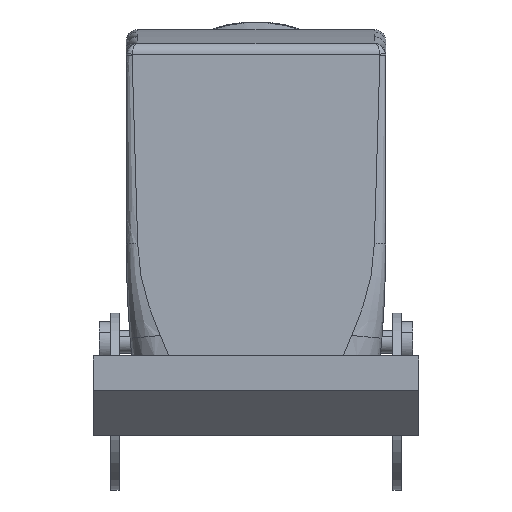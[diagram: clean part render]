
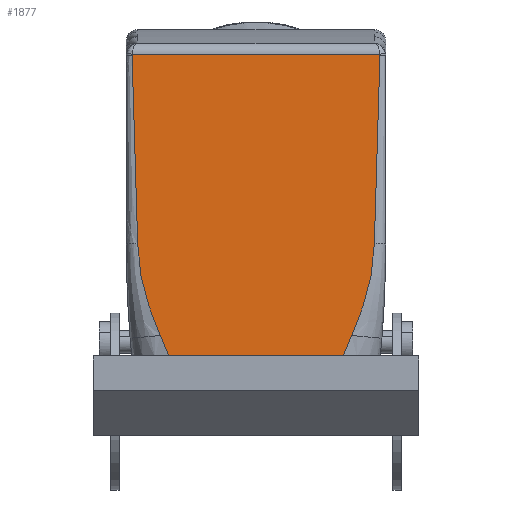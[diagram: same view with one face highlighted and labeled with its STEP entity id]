
A CAD part, front view. The second image highlights one B-rep face of the part: STEP entity #1877.
In plain terms, the highlighted planar face has unit normal (0, -1, 0.013).
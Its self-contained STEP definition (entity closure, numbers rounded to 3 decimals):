
#1768=AXIS2_PLACEMENT_3D('Plane Axis2P3D',#1765,#1766,#1767) ;
#428=CARTESIAN_POINT('Vertex',(14.727,18.1,19.8)) ;
#497=CARTESIAN_POINT('Vertex',(42.273,18.1,19.8)) ;
#500=CARTESIAN_POINT('Line Origine',(28.5,18.1,19.8)) ;
#1067=CARTESIAN_POINT('Control Point',(11.733,18.195,27.086)) ;
#1068=CARTESIAN_POINT('Control Point',(12.039,18.186,26.36)) ;
#1069=CARTESIAN_POINT('Control Point',(12.347,18.176,25.634)) ;
#1070=CARTESIAN_POINT('Control Point',(12.655,18.167,24.906)) ;
#1071=CARTESIAN_POINT('Control Point',(13.264,18.148,23.449)) ;
#1072=CARTESIAN_POINT('Control Point',(13.859,18.129,21.991)) ;
#1073=CARTESIAN_POINT('Control Point',(14.151,18.119,21.262)) ;
#1074=CARTESIAN_POINT('Control Point',(14.44,18.11,20.531)) ;
#1075=CARTESIAN_POINT('Control Point',(14.727,18.1,19.8)) ;
#1076=CARTESIAN_POINT('Vertex',(11.733,18.195,27.086)) ;
#1744=CARTESIAN_POINT('Vertex',(45.267,18.195,27.086)) ;
#1748=CARTESIAN_POINT('Control Point',(45.267,18.195,27.086)) ;
#1749=CARTESIAN_POINT('Control Point',(44.961,18.186,26.36)) ;
#1750=CARTESIAN_POINT('Control Point',(44.653,18.176,25.634)) ;
#1751=CARTESIAN_POINT('Control Point',(44.345,18.167,24.906)) ;
#1752=CARTESIAN_POINT('Control Point',(43.736,18.148,23.449)) ;
#1753=CARTESIAN_POINT('Control Point',(43.141,18.129,21.991)) ;
#1754=CARTESIAN_POINT('Control Point',(42.849,18.119,21.262)) ;
#1755=CARTESIAN_POINT('Control Point',(42.56,18.11,20.531)) ;
#1756=CARTESIAN_POINT('Control Point',(42.273,18.1,19.8)) ;
#1765=CARTESIAN_POINT('Axis2P3D Location',(28.5,19.146,99.715)) ;
#1771=CARTESIAN_POINT('Control Point',(6.771,18.839,76.265)) ;
#1772=CARTESIAN_POINT('Control Point',(6.778,18.831,75.61)) ;
#1773=CARTESIAN_POINT('Control Point',(6.787,18.822,74.957)) ;
#1774=CARTESIAN_POINT('Control Point',(6.796,18.814,74.305)) ;
#1775=CARTESIAN_POINT('Control Point',(6.815,18.796,72.967)) ;
#1776=CARTESIAN_POINT('Control Point',(6.838,18.778,71.622)) ;
#1777=CARTESIAN_POINT('Control Point',(6.847,18.771,71.09)) ;
#1778=CARTESIAN_POINT('Control Point',(6.932,18.712,66.521)) ;
#1779=CARTESIAN_POINT('Control Point',(7.049,18.652,61.952)) ;
#1780=CARTESIAN_POINT('Control Point',(7.168,18.601,58.075)) ;
#1781=CARTESIAN_POINT('Control Point',(7.339,18.532,52.766)) ;
#1782=CARTESIAN_POINT('Control Point',(7.55,18.462,47.459)) ;
#1783=CARTESIAN_POINT('Control Point',(7.61,18.443,46.027)) ;
#1784=CARTESIAN_POINT('Control Point',(7.676,18.425,44.596)) ;
#1785=CARTESIAN_POINT('Control Point',(7.749,18.406,43.165)) ;
#1786=CARTESIAN_POINT('Vertex',(7.749,18.406,43.165)) ;
#1788=CARTESIAN_POINT('Vertex',(6.771,18.839,76.265)) ;
#1792=CARTESIAN_POINT('Control Point',(7.749,18.406,43.165)) ;
#1793=CARTESIAN_POINT('Control Point',(7.81,18.39,41.965)) ;
#1794=CARTESIAN_POINT('Control Point',(7.887,18.374,40.767)) ;
#1795=CARTESIAN_POINT('Control Point',(8.002,18.359,39.585)) ;
#1796=CARTESIAN_POINT('Control Point',(8.339,18.328,37.223)) ;
#1797=CARTESIAN_POINT('Control Point',(8.885,18.298,34.896)) ;
#1798=CARTESIAN_POINT('Control Point',(9.207,18.283,33.754)) ;
#1799=CARTESIAN_POINT('Control Point',(9.864,18.256,31.719)) ;
#1800=CARTESIAN_POINT('Control Point',(10.63,18.23,29.721)) ;
#1801=CARTESIAN_POINT('Control Point',(10.988,18.218,28.838)) ;
#1802=CARTESIAN_POINT('Control Point',(11.357,18.207,27.96)) ;
#1803=CARTESIAN_POINT('Control Point',(11.733,18.195,27.086)) ;
#1806=CARTESIAN_POINT('Control Point',(49.251,18.406,43.165)) ;
#1807=CARTESIAN_POINT('Control Point',(49.19,18.39,41.965)) ;
#1808=CARTESIAN_POINT('Control Point',(49.113,18.374,40.767)) ;
#1809=CARTESIAN_POINT('Control Point',(48.998,18.359,39.585)) ;
#1810=CARTESIAN_POINT('Control Point',(48.661,18.328,37.223)) ;
#1811=CARTESIAN_POINT('Control Point',(48.115,18.298,34.896)) ;
#1812=CARTESIAN_POINT('Control Point',(47.793,18.283,33.754)) ;
#1813=CARTESIAN_POINT('Control Point',(47.136,18.256,31.719)) ;
#1814=CARTESIAN_POINT('Control Point',(46.37,18.23,29.721)) ;
#1815=CARTESIAN_POINT('Control Point',(46.012,18.218,28.838)) ;
#1816=CARTESIAN_POINT('Control Point',(45.643,18.207,27.96)) ;
#1817=CARTESIAN_POINT('Control Point',(45.267,18.195,27.086)) ;
#1818=CARTESIAN_POINT('Vertex',(49.251,18.406,43.165)) ;
#1822=CARTESIAN_POINT('Control Point',(50.229,18.839,76.265)) ;
#1823=CARTESIAN_POINT('Control Point',(50.222,18.831,75.61)) ;
#1824=CARTESIAN_POINT('Control Point',(50.213,18.822,74.957)) ;
#1825=CARTESIAN_POINT('Control Point',(50.204,18.814,74.305)) ;
#1826=CARTESIAN_POINT('Control Point',(50.185,18.796,72.967)) ;
#1827=CARTESIAN_POINT('Control Point',(50.162,18.778,71.622)) ;
#1828=CARTESIAN_POINT('Control Point',(50.153,18.771,71.09)) ;
#1829=CARTESIAN_POINT('Control Point',(50.068,18.712,66.521)) ;
#1830=CARTESIAN_POINT('Control Point',(49.951,18.652,61.952)) ;
#1831=CARTESIAN_POINT('Control Point',(49.832,18.601,58.075)) ;
#1832=CARTESIAN_POINT('Control Point',(49.661,18.532,52.766)) ;
#1833=CARTESIAN_POINT('Control Point',(49.45,18.462,47.459)) ;
#1834=CARTESIAN_POINT('Control Point',(49.39,18.443,46.027)) ;
#1835=CARTESIAN_POINT('Control Point',(49.324,18.425,44.596)) ;
#1836=CARTESIAN_POINT('Control Point',(49.251,18.406,43.165)) ;
#1837=CARTESIAN_POINT('Vertex',(50.229,18.839,76.265)) ;
#1841=CARTESIAN_POINT('Control Point',(50.22,18.841,76.405)) ;
#1842=CARTESIAN_POINT('Control Point',(50.224,18.841,76.377)) ;
#1843=CARTESIAN_POINT('Control Point',(50.227,18.84,76.349)) ;
#1844=CARTESIAN_POINT('Control Point',(50.229,18.84,76.321)) ;
#1845=CARTESIAN_POINT('Control Point',(50.229,18.84,76.293)) ;
#1846=CARTESIAN_POINT('Control Point',(50.229,18.839,76.265)) ;
#1847=CARTESIAN_POINT('Vertex',(50.22,18.841,76.405)) ;
#1850=CARTESIAN_POINT('Line Origine',(28.5,18.841,76.405)) ;
#1854=CARTESIAN_POINT('Vertex',(6.78,18.841,76.405)) ;
#1858=CARTESIAN_POINT('Control Point',(6.78,18.841,76.405)) ;
#1859=CARTESIAN_POINT('Control Point',(6.776,18.841,76.377)) ;
#1860=CARTESIAN_POINT('Control Point',(6.773,18.84,76.349)) ;
#1861=CARTESIAN_POINT('Control Point',(6.771,18.84,76.321)) ;
#1862=CARTESIAN_POINT('Control Point',(6.771,18.84,76.293)) ;
#1863=CARTESIAN_POINT('Control Point',(6.771,18.839,76.265)) ;
#501=DIRECTION('Vector Direction',(-1.,0.,0.)) ;
#1766=DIRECTION('Axis2P3D Direction',(0.,-1.,0.013)) ;
#1767=DIRECTION('Axis2P3D XDirection',(-1.,0.,0.)) ;
#1851=DIRECTION('Vector Direction',(-1.,0.,0.)) ;
#502=VECTOR('Line Direction',#501,1.) ;
#1852=VECTOR('Line Direction',#1851,1.) ;
#1866=ORIENTED_EDGE('',*,*,#1790,.F.) ;
#1867=ORIENTED_EDGE('',*,*,#1804,.F.) ;
#1868=ORIENTED_EDGE('',*,*,#1078,.F.) ;
#1869=ORIENTED_EDGE('',*,*,#504,.T.) ;
#1870=ORIENTED_EDGE('',*,*,#1757,.T.) ;
#1871=ORIENTED_EDGE('',*,*,#1820,.T.) ;
#1872=ORIENTED_EDGE('',*,*,#1839,.T.) ;
#1873=ORIENTED_EDGE('',*,*,#1849,.T.) ;
#1874=ORIENTED_EDGE('',*,*,#1856,.F.) ;
#1875=ORIENTED_EDGE('',*,*,#1864,.F.) ;
#1877=ADVANCED_FACE('Hood',(#1876),#1769,.T.) ;
#1066=B_SPLINE_CURVE_WITH_KNOTS('',5,(#1067,#1068,#1069,#1070,#1071,#1072,#1073,#1074,#1075),.UNSPECIFIED.,.F.,.U.,(6,3,6),(110.431,114.292,118.152),.UNSPECIFIED.) ;
#1747=B_SPLINE_CURVE_WITH_KNOTS('',5,(#1748,#1749,#1750,#1751,#1752,#1753,#1754,#1755,#1756),.UNSPECIFIED.,.F.,.U.,(6,3,6),(110.431,114.292,118.152),.UNSPECIFIED.) ;
#1770=B_SPLINE_CURVE_WITH_KNOTS('',5,(#1771,#1772,#1773,#1774,#1775,#1776,#1777,#1778,#1779,#1780,#1781,#1782,#1783,#1784,#1785),.UNSPECIFIED.,.F.,.U.,(6,3,3,3,6),(0.,4.661,9.548,36.943,47.063),.UNSPECIFIED.) ;
#1791=B_SPLINE_CURVE_WITH_KNOTS('',5,(#1792,#1793,#1794,#1795,#1796,#1797,#1798,#1799,#1800,#1801,#1802,#1803),.UNSPECIFIED.,.F.,.U.,(6,3,3,6),(0.,8.511,16.891,23.611),.UNSPECIFIED.) ;
#1805=B_SPLINE_CURVE_WITH_KNOTS('',5,(#1806,#1807,#1808,#1809,#1810,#1811,#1812,#1813,#1814,#1815,#1816,#1817),.UNSPECIFIED.,.F.,.U.,(6,3,3,6),(0.,8.511,16.891,23.611),.UNSPECIFIED.) ;
#1821=B_SPLINE_CURVE_WITH_KNOTS('',5,(#1822,#1823,#1824,#1825,#1826,#1827,#1828,#1829,#1830,#1831,#1832,#1833,#1834,#1835,#1836),.UNSPECIFIED.,.F.,.U.,(6,3,3,3,6),(0.,4.661,9.548,36.943,47.063),.UNSPECIFIED.) ;
#1840=B_SPLINE_CURVE_WITH_KNOTS('',5,(#1841,#1842,#1843,#1844,#1845,#1846),.UNSPECIFIED.,.F.,.U.,(6,6),(0.,0.199),.UNSPECIFIED.) ;
#1857=B_SPLINE_CURVE_WITH_KNOTS('',5,(#1858,#1859,#1860,#1861,#1862,#1863),.UNSPECIFIED.,.F.,.U.,(6,6),(0.,0.199),.UNSPECIFIED.) ;
#504=EDGE_CURVE('',#429,#498,#503,.F.) ;
#1078=EDGE_CURVE('',#429,#1077,#1066,.F.) ;
#1757=EDGE_CURVE('',#498,#1745,#1747,.F.) ;
#1790=EDGE_CURVE('',#1787,#1789,#1770,.F.) ;
#1804=EDGE_CURVE('',#1077,#1787,#1791,.F.) ;
#1820=EDGE_CURVE('',#1745,#1819,#1805,.F.) ;
#1839=EDGE_CURVE('',#1819,#1838,#1821,.F.) ;
#1849=EDGE_CURVE('',#1838,#1848,#1840,.F.) ;
#1856=EDGE_CURVE('',#1855,#1848,#1853,.F.) ;
#1864=EDGE_CURVE('',#1789,#1855,#1857,.F.) ;
#1865=EDGE_LOOP('',(#1866,#1867,#1868,#1869,#1870,#1871,#1872,#1873,#1874,#1875)) ;
#1876=FACE_OUTER_BOUND('',#1865,.T.) ;
#503=LINE('Line',#500,#502) ;
#1853=LINE('Line',#1850,#1852) ;
#1769=PLANE('',#1768) ;
#429=VERTEX_POINT('',#428) ;
#498=VERTEX_POINT('',#497) ;
#1077=VERTEX_POINT('',#1076) ;
#1745=VERTEX_POINT('',#1744) ;
#1787=VERTEX_POINT('',#1786) ;
#1789=VERTEX_POINT('',#1788) ;
#1819=VERTEX_POINT('',#1818) ;
#1838=VERTEX_POINT('',#1837) ;
#1848=VERTEX_POINT('',#1847) ;
#1855=VERTEX_POINT('',#1854) ;
